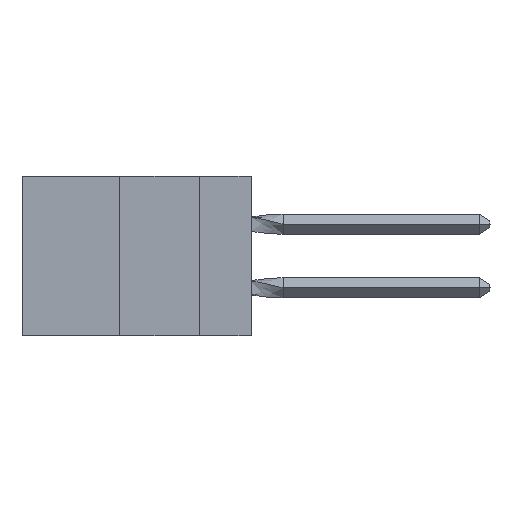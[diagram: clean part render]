
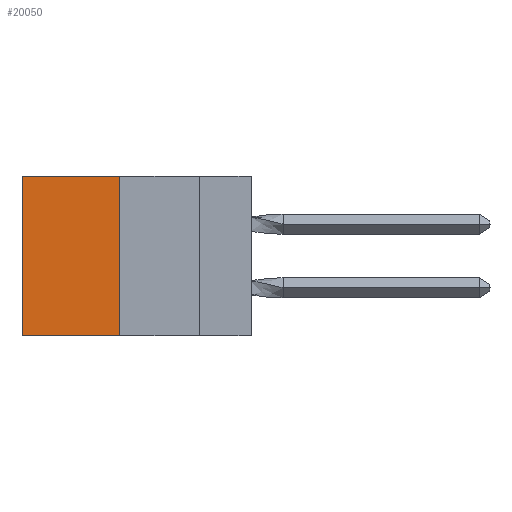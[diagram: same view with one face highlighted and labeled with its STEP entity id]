
A CAD part, left-side view. The second image highlights one B-rep face of the part: STEP entity #20050.
In plain terms, the highlighted planar face has unit normal (-1, 0, 0).
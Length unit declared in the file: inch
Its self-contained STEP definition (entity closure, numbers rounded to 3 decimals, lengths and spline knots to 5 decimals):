
#991 = CARTESIAN_POINT ( 'NONE',  ( 0.305, 0.413, -0.5 ) ) ;
#1345 = DIRECTION ( 'NONE',  ( 1., 0., 0. ) ) ;
#1391 = VECTOR ( 'NONE', #28897, 39.37008 ) ;
#1493 = VERTEX_POINT ( 'NONE', #8682 ) ;
#2176 = CARTESIAN_POINT ( 'NONE',  ( 0.305, 0.72, -0.5 ) ) ;
#2588 = EDGE_LOOP ( 'NONE', ( #11384, #33770, #30210, #19596 ) ) ;
#4653 = VECTOR ( 'NONE', #13925, 39.37008 ) ;
#5587 = LINE ( 'NONE', #2176, #1391 ) ;
#5714 = CARTESIAN_POINT ( 'NONE',  ( 0.305, 0.413, -0.5 ) ) ;
#7303 = EDGE_CURVE ( 'NONE', #22294, #1493, #27249, .T. ) ;
#7839 = EDGE_CURVE ( 'NONE', #24030, #25241, #14652, .T. ) ;
#8682 = CARTESIAN_POINT ( 'NONE',  ( 0.305, 0.72, 0. ) ) ;
#9608 = VECTOR ( 'NONE', #23712, 39.37008 ) ;
#10193 = EDGE_CURVE ( 'NONE', #1493, #25241, #5587, .T. ) ;
#10440 = VECTOR ( 'NONE', #26427, 39.37008 ) ;
#11384 = ORIENTED_EDGE ( 'NONE', *, *, #10193, .T. ) ;
#13816 = CARTESIAN_POINT ( 'NONE',  ( 0.305, 0.413, 0. ) ) ;
#13925 = DIRECTION ( 'NONE',  ( 0., 0., -1. ) ) ;
#14360 = EDGE_CURVE ( 'NONE', #22294, #24030, #26555, .T. ) ;
#14652 = LINE ( 'NONE', #26535, #9608 ) ;
#17149 = PLANE ( 'NONE',  #24519 ) ;
#18454 = CARTESIAN_POINT ( 'NONE',  ( 0.305, 0.72, -0.5 ) ) ;
#19596 = ORIENTED_EDGE ( 'NONE', *, *, #7303, .T. ) ;
#19816 = DIRECTION ( 'NONE',  ( 0., 0., -1. ) ) ;
#20050 = ADVANCED_FACE ( 'NONE', ( #32541 ), #17149, .F. ) ;
#22294 = VERTEX_POINT ( 'NONE', #13816 ) ;
#23712 = DIRECTION ( 'NONE',  ( 0., 1., 0. ) ) ;
#24030 = VERTEX_POINT ( 'NONE', #33065 ) ;
#24519 = AXIS2_PLACEMENT_3D ( 'NONE', #991, #1345, #19816 ) ;
#25241 = VERTEX_POINT ( 'NONE', #18454 ) ;
#26427 = DIRECTION ( 'NONE',  ( 0., 1., 0. ) ) ;
#26535 = CARTESIAN_POINT ( 'NONE',  ( 0.305, 0.413, -0.5 ) ) ;
#26555 = LINE ( 'NONE', #5714, #4653 ) ;
#27249 = LINE ( 'NONE', #34822, #10440 ) ;
#28897 = DIRECTION ( 'NONE',  ( 0., 0., -1. ) ) ;
#30210 = ORIENTED_EDGE ( 'NONE', *, *, #14360, .F. ) ;
#32541 = FACE_OUTER_BOUND ( 'NONE', #2588, .T. ) ;
#33065 = CARTESIAN_POINT ( 'NONE',  ( 0.305, 0.413, -0.5 ) ) ;
#33770 = ORIENTED_EDGE ( 'NONE', *, *, #7839, .F. ) ;
#34822 = CARTESIAN_POINT ( 'NONE',  ( 0.305, 0.413, 0. ) ) ;
